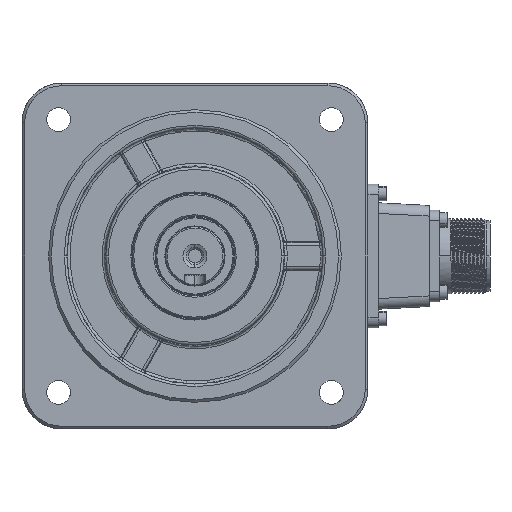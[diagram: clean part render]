
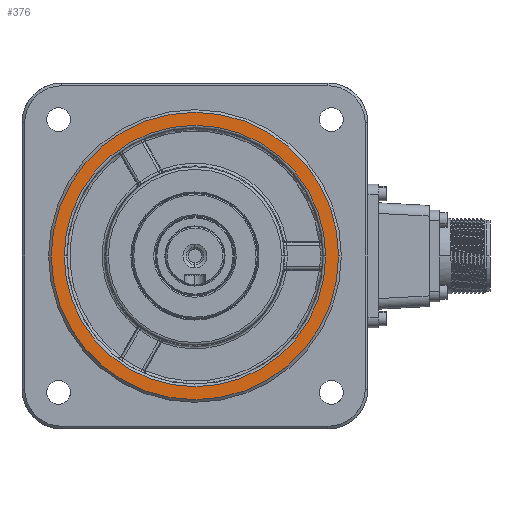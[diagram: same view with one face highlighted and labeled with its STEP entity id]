
A CAD part, left-side view. The second image highlights one B-rep face of the part: STEP entity #376.
In plain terms, the highlighted planar face has unit normal (-1, 0, 0).
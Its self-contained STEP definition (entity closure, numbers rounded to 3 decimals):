
#331 = CIRCLE ( 'NONE', #10590, 49.122 ) ;
#376 = ADVANCED_FACE ( 'NONE', ( #5474, #18014 ), #19145, .T. ) ;
#2680 = CARTESIAN_POINT ( 'NONE',  ( -52., 0., 0. ) ) ;
#3197 = DIRECTION ( 'NONE',  ( -1., 0., 0. ) ) ;
#5227 = EDGE_CURVE ( 'NONE', #27829, #36105, #331, .T. ) ;
#5474 = FACE_OUTER_BOUND ( 'NONE', #11991, .T. ) ;
#6985 = DIRECTION ( 'NONE',  ( -1., 0., 0. ) ) ;
#7097 = AXIS2_PLACEMENT_3D ( 'NONE', #13081, #6985, #34518 ) ;
#7401 = CIRCLE ( 'NONE', #8575, 54. ) ;
#8575 = AXIS2_PLACEMENT_3D ( 'NONE', #34103, #3197, #37076 ) ;
#8620 = DIRECTION ( 'NONE',  ( -1., 0., 0. ) ) ;
#10590 = AXIS2_PLACEMENT_3D ( 'NONE', #36605, #33643, #15143 ) ;
#11991 = EDGE_LOOP ( 'NONE', ( #25790, #16193 ) ) ;
#13081 = CARTESIAN_POINT ( 'NONE',  ( -52., 0., 0. ) ) ;
#13247 = CARTESIAN_POINT ( 'NONE',  ( -52., 49.122, 0. ) ) ;
#13916 = CIRCLE ( 'NONE', #39120, 54. ) ;
#15143 = DIRECTION ( 'NONE',  ( 0., -1., 0. ) ) ;
#16193 = ORIENTED_EDGE ( 'NONE', *, *, #17801, .T. ) ;
#17492 = VERTEX_POINT ( 'NONE', #23373 ) ;
#17678 = DIRECTION ( 'NONE',  ( 0., -1., 0. ) ) ;
#17801 = EDGE_CURVE ( 'NONE', #17492, #22519, #7401, .T. ) ;
#18014 = FACE_BOUND ( 'NONE', #32116, .T. ) ;
#18496 = DIRECTION ( 'NONE',  ( 1., 0., 0. ) ) ;
#19145 = PLANE ( 'NONE',  #7097 ) ;
#20899 = CARTESIAN_POINT ( 'NONE',  ( -52., -49.122, 0. ) ) ;
#21595 = DIRECTION ( 'NONE',  ( 0., -1., 0. ) ) ;
#22519 = VERTEX_POINT ( 'NONE', #36288 ) ;
#23373 = CARTESIAN_POINT ( 'NONE',  ( -52., -54., 0. ) ) ;
#24178 = CARTESIAN_POINT ( 'NONE',  ( -52., 0., 0. ) ) ;
#25790 = ORIENTED_EDGE ( 'NONE', *, *, #33757, .T. ) ;
#27829 = VERTEX_POINT ( 'NONE', #13247 ) ;
#29373 = ORIENTED_EDGE ( 'NONE', *, *, #37283, .T. ) ;
#32116 = EDGE_LOOP ( 'NONE', ( #29373, #37487 ) ) ;
#33643 = DIRECTION ( 'NONE',  ( 1., 0., 0. ) ) ;
#33757 = EDGE_CURVE ( 'NONE', #22519, #17492, #13916, .T. ) ;
#34103 = CARTESIAN_POINT ( 'NONE',  ( -52., 0., 0. ) ) ;
#34518 = DIRECTION ( 'NONE',  ( 0., -1., 0. ) ) ;
#36105 = VERTEX_POINT ( 'NONE', #20899 ) ;
#36288 = CARTESIAN_POINT ( 'NONE',  ( -52., 54., 0. ) ) ;
#36605 = CARTESIAN_POINT ( 'NONE',  ( -52., 0., 0. ) ) ;
#37076 = DIRECTION ( 'NONE',  ( 0., -1., 0. ) ) ;
#37283 = EDGE_CURVE ( 'NONE', #36105, #27829, #38384, .T. ) ;
#37487 = ORIENTED_EDGE ( 'NONE', *, *, #5227, .T. ) ;
#38384 = CIRCLE ( 'NONE', #38694, 49.122 ) ;
#38694 = AXIS2_PLACEMENT_3D ( 'NONE', #2680, #18496, #21595 ) ;
#39120 = AXIS2_PLACEMENT_3D ( 'NONE', #24178, #8620, #17678 ) ;
